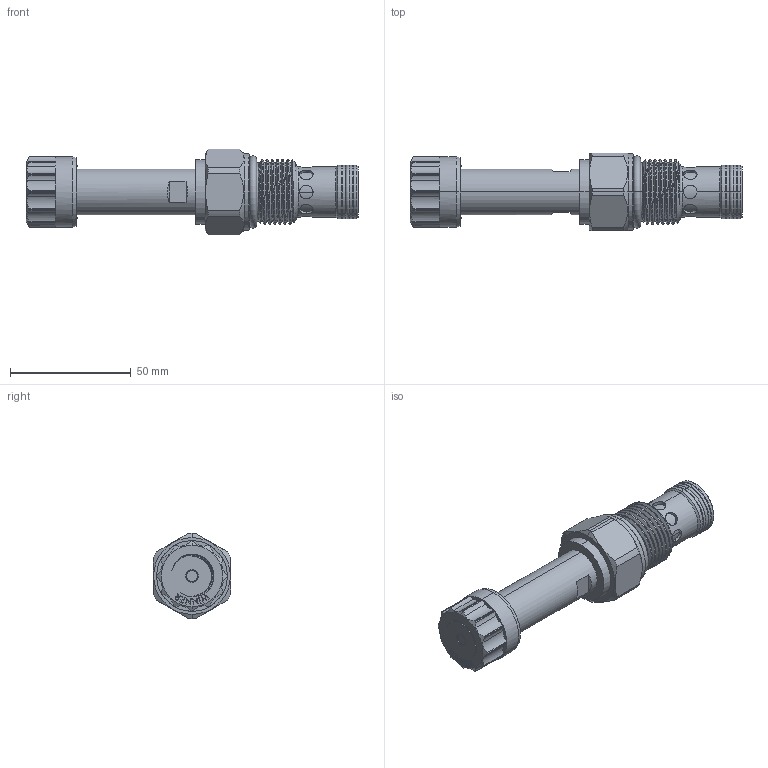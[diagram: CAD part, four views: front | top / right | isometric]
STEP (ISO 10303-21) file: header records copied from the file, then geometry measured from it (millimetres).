
FILE_DESCRIPTION (( 'STEP AP203' ), '1' );
FILE_NAME ('PEP12W2D02P0700.STEP', '2024-01-30T03:53:21', ( '' ), ( '' ), 'SwSTEP 2.0', 'SolidWorks 2018', '' );
FILE_SCHEMA (( 'CONFIG_CONTROL_DESIGN' ));
Length unit declared in the file: millimetre
Products named in the file (1): PEP12W2D02P0700
Bounding box: 137.35 x 32 x 35.5 mm (x, y, z)
Volume: 63405.9 mm3; surface area: 14815.6 mm2
Topology: 1 solids, 1 shells, 296 faces, 750 edges, 488 vertices
Faces by surface type: cylinder 130, plane 111, cone 27, torus 14, bspline 14
Entity records: 14412 total; most frequent: CARTESIAN_POINT 7413, ORIENTED_EDGE 1500, DIRECTION 1365, EDGE_CURVE 750, AXIS2_PLACEMENT_3D 501, VERTEX_POINT 488, VECTOR 363, LINE 363
